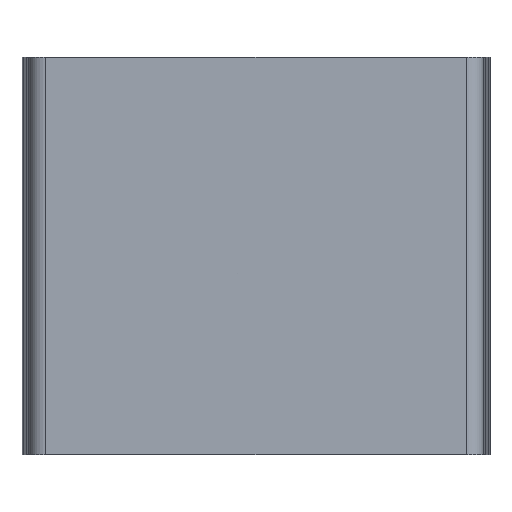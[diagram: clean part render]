
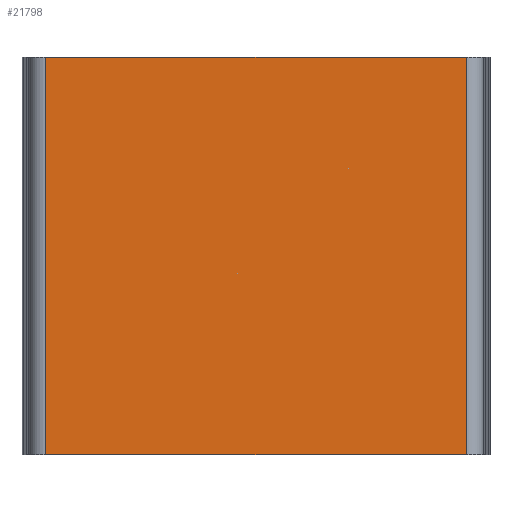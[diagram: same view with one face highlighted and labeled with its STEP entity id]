
A CAD part, front view. The second image highlights one B-rep face of the part: STEP entity #21798.
In plain terms, the highlighted planar face has unit normal (0, -1, 0).
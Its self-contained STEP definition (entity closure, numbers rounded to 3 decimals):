
#21 = EDGE_CURVE('',#22,#24,#26,.T.);
#22 = VERTEX_POINT('',#23);
#23 = CARTESIAN_POINT('',(74.,0.,-35.));
#24 = VERTEX_POINT('',#25);
#25 = CARTESIAN_POINT('',(0.,0.,-35.));
#26 = SURFACE_CURVE('',#27,(#31,#43),.PCURVE_S1.);
#27 = LINE('',#28,#29);
#28 = CARTESIAN_POINT('',(0.,0.,-35.));
#29 = VECTOR('',#30,1.);
#30 = DIRECTION('',(-1.,0.,0.));
#31 = PCURVE('',#32,#37);
#32 = PLANE('',#33);
#33 = AXIS2_PLACEMENT_3D('',#34,#35,#36);
#34 = CARTESIAN_POINT('',(37.002,26.341,-35.));
#35 = DIRECTION('',(0.,0.,1.));
#36 = DIRECTION('',(1.,0.,-0.));
#37 = DEFINITIONAL_REPRESENTATION('',(#38),#42);
#38 = LINE('',#39,#40);
#39 = CARTESIAN_POINT('',(-37.002,-26.341));
#40 = VECTOR('',#41,1.);
#41 = DIRECTION('',(-1.,0.));
#42 = ( GEOMETRIC_REPRESENTATION_CONTEXT(2) 
PARAMETRIC_REPRESENTATION_CONTEXT() REPRESENTATION_CONTEXT('2D SPACE',''
  ) );
#43 = PCURVE('',#44,#49);
#44 = PLANE('',#45);
#45 = AXIS2_PLACEMENT_3D('',#46,#47,#48);
#46 = CARTESIAN_POINT('',(0.,0.,0.));
#47 = DIRECTION('',(0.,-1.,0.));
#48 = DIRECTION('',(1.,0.,0.));
#49 = DEFINITIONAL_REPRESENTATION('',(#50),#54);
#50 = LINE('',#51,#52);
#51 = CARTESIAN_POINT('',(0.,-35.));
#52 = VECTOR('',#53,1.);
#53 = DIRECTION('',(-1.,0.));
#54 = ( GEOMETRIC_REPRESENTATION_CONTEXT(2) 
PARAMETRIC_REPRESENTATION_CONTEXT() REPRESENTATION_CONTEXT('2D SPACE',''
  ) );
#77 = CYLINDRICAL_SURFACE('',#78,3.);
#78 = AXIS2_PLACEMENT_3D('',#79,#80,#81);
#79 = CARTESIAN_POINT('',(0.,3.,0.));
#80 = DIRECTION('',(0.,0.,1.));
#81 = DIRECTION('',(-1.,0.,0.));
#8067 = CYLINDRICAL_SURFACE('',#8068,3.);
#8068 = AXIS2_PLACEMENT_3D('',#8069,#8070,#8071);
#8069 = CARTESIAN_POINT('',(74.,3.,0.));
#8070 = DIRECTION('',(0.,0.,1.));
#8071 = DIRECTION('',(0.,-1.,0.));
#8082 = EDGE_CURVE('',#8083,#24,#8085,.T.);
#8083 = VERTEX_POINT('',#8084);
#8084 = CARTESIAN_POINT('',(0.,0.,35.));
#8085 = SURFACE_CURVE('',#8086,(#8090,#8097),.PCURVE_S1.);
#8086 = LINE('',#8087,#8088);
#8087 = CARTESIAN_POINT('',(0.,0.,0.));
#8088 = VECTOR('',#8089,1.);
#8089 = DIRECTION('',(0.,0.,-1.));
#8090 = PCURVE('',#77,#8091);
#8091 = DEFINITIONAL_REPRESENTATION('',(#8092),#8096);
#8092 = LINE('',#8093,#8094);
#8093 = CARTESIAN_POINT('',(1.571,0.));
#8094 = VECTOR('',#8095,1.);
#8095 = DIRECTION('',(0.,-1.));
#8096 = ( GEOMETRIC_REPRESENTATION_CONTEXT(2) 
PARAMETRIC_REPRESENTATION_CONTEXT() REPRESENTATION_CONTEXT('2D SPACE',''
  ) );
#8097 = PCURVE('',#44,#8098);
#8098 = DEFINITIONAL_REPRESENTATION('',(#8099),#8103);
#8099 = LINE('',#8100,#8101);
#8100 = CARTESIAN_POINT('',(0.,0.));
#8101 = VECTOR('',#8102,1.);
#8102 = DIRECTION('',(0.,-1.));
#8103 = ( GEOMETRIC_REPRESENTATION_CONTEXT(2) 
PARAMETRIC_REPRESENTATION_CONTEXT() REPRESENTATION_CONTEXT('2D SPACE',''
  ) );
#8122 = PLANE('',#8123);
#8123 = AXIS2_PLACEMENT_3D('',#8124,#8125,#8126);
#8124 = CARTESIAN_POINT('',(37.002,26.341,35.));
#8125 = DIRECTION('',(0.,0.,1.));
#8126 = DIRECTION('',(1.,0.,-0.));
#21754 = VERTEX_POINT('',#21755);
#21755 = CARTESIAN_POINT('',(74.,0.,35.));
#21777 = EDGE_CURVE('',#22,#21754,#21778,.T.);
#21778 = SURFACE_CURVE('',#21779,(#21783,#21790),.PCURVE_S1.);
#21779 = LINE('',#21780,#21781);
#21780 = CARTESIAN_POINT('',(74.,0.,0.));
#21781 = VECTOR('',#21782,1.);
#21782 = DIRECTION('',(0.,0.,1.));
#21783 = PCURVE('',#8067,#21784);
#21784 = DEFINITIONAL_REPRESENTATION('',(#21785),#21789);
#21785 = LINE('',#21786,#21787);
#21786 = CARTESIAN_POINT('',(0.,0.));
#21787 = VECTOR('',#21788,1.);
#21788 = DIRECTION('',(0.,1.));
#21789 = ( GEOMETRIC_REPRESENTATION_CONTEXT(2) 
PARAMETRIC_REPRESENTATION_CONTEXT() REPRESENTATION_CONTEXT('2D SPACE',''
  ) );
#21790 = PCURVE('',#44,#21791);
#21791 = DEFINITIONAL_REPRESENTATION('',(#21792),#21796);
#21792 = LINE('',#21793,#21794);
#21793 = CARTESIAN_POINT('',(74.,0.));
#21794 = VECTOR('',#21795,1.);
#21795 = DIRECTION('',(0.,1.));
#21796 = ( GEOMETRIC_REPRESENTATION_CONTEXT(2) 
PARAMETRIC_REPRESENTATION_CONTEXT() REPRESENTATION_CONTEXT('2D SPACE',''
  ) );
#21798 = ADVANCED_FACE('',(#21799),#44,.T.);
#21799 = FACE_BOUND('',#21800,.T.);
#21800 = EDGE_LOOP('',(#21801,#21802,#21823,#21824));
#21801 = ORIENTED_EDGE('',*,*,#21777,.T.);
#21802 = ORIENTED_EDGE('',*,*,#21803,.F.);
#21803 = EDGE_CURVE('',#8083,#21754,#21804,.T.);
#21804 = SURFACE_CURVE('',#21805,(#21809,#21816),.PCURVE_S1.);
#21805 = LINE('',#21806,#21807);
#21806 = CARTESIAN_POINT('',(0.,0.,35.));
#21807 = VECTOR('',#21808,1.);
#21808 = DIRECTION('',(1.,0.,0.));
#21809 = PCURVE('',#44,#21810);
#21810 = DEFINITIONAL_REPRESENTATION('',(#21811),#21815);
#21811 = LINE('',#21812,#21813);
#21812 = CARTESIAN_POINT('',(0.,35.));
#21813 = VECTOR('',#21814,1.);
#21814 = DIRECTION('',(1.,0.));
#21815 = ( GEOMETRIC_REPRESENTATION_CONTEXT(2) 
PARAMETRIC_REPRESENTATION_CONTEXT() REPRESENTATION_CONTEXT('2D SPACE',''
  ) );
#21816 = PCURVE('',#8122,#21817);
#21817 = DEFINITIONAL_REPRESENTATION('',(#21818),#21822);
#21818 = LINE('',#21819,#21820);
#21819 = CARTESIAN_POINT('',(-37.002,-26.341));
#21820 = VECTOR('',#21821,1.);
#21821 = DIRECTION('',(1.,0.));
#21822 = ( GEOMETRIC_REPRESENTATION_CONTEXT(2) 
PARAMETRIC_REPRESENTATION_CONTEXT() REPRESENTATION_CONTEXT('2D SPACE',''
  ) );
#21823 = ORIENTED_EDGE('',*,*,#8082,.T.);
#21824 = ORIENTED_EDGE('',*,*,#21,.F.);
